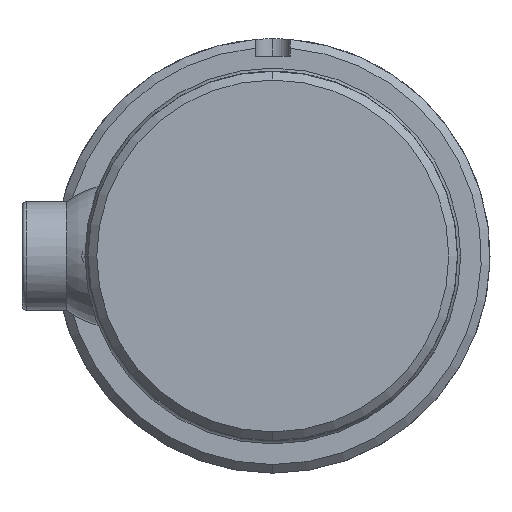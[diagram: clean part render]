
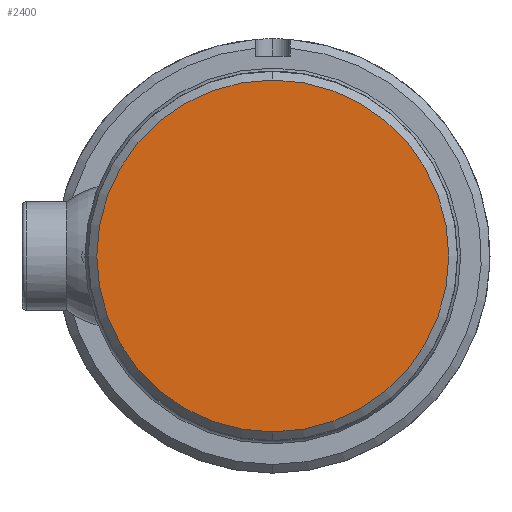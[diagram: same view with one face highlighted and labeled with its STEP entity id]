
A CAD part, left-side view. The second image highlights one B-rep face of the part: STEP entity #2400.
In plain terms, the highlighted planar face has unit normal (-1, 0, 0).
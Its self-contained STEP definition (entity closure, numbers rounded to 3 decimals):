
#158 = PLANE ( 'NONE',  #1633 ) ;
#298 = EDGE_CURVE ( 'NONE', #1793, #2943, #888, .T. ) ;
#407 = CARTESIAN_POINT ( 'NONE',  ( 0., 0., 0. ) ) ;
#661 = DIRECTION ( 'NONE',  ( 0., 0., -1. ) ) ;
#677 = CARTESIAN_POINT ( 'NONE',  ( 0., 0., 0. ) ) ;
#888 = CIRCLE ( 'NONE', #2232, 40.5 ) ;
#970 = EDGE_CURVE ( 'NONE', #2943, #1793, #2709, .T. ) ;
#1579 = CARTESIAN_POINT ( 'NONE',  ( 0., 0., 40.5 ) ) ;
#1633 = AXIS2_PLACEMENT_3D ( 'NONE', #1949, #2210, #661 ) ;
#1688 = DIRECTION ( 'NONE',  ( 0., 0., -1. ) ) ;
#1793 = VERTEX_POINT ( 'NONE', #2013 ) ;
#1948 = DIRECTION ( 'NONE',  ( -1., 0., 0. ) ) ;
#1949 = CARTESIAN_POINT ( 'NONE',  ( 0., 0., 0. ) ) ;
#2013 = CARTESIAN_POINT ( 'NONE',  ( 0., 0., -40.5 ) ) ;
#2210 = DIRECTION ( 'NONE',  ( 1., 0., 0. ) ) ;
#2229 = ORIENTED_EDGE ( 'NONE', *, *, #298, .T. ) ;
#2232 = AXIS2_PLACEMENT_3D ( 'NONE', #677, #2598, #3319 ) ;
#2400 = ADVANCED_FACE ( 'NONE', ( #2427 ), #158, .F. ) ;
#2427 = FACE_OUTER_BOUND ( 'NONE', #2653, .T. ) ;
#2598 = DIRECTION ( 'NONE',  ( -1., 0., 0. ) ) ;
#2653 = EDGE_LOOP ( 'NONE', ( #2229, #2992 ) ) ;
#2709 = CIRCLE ( 'NONE', #3011, 40.5 ) ;
#2943 = VERTEX_POINT ( 'NONE', #1579 ) ;
#2992 = ORIENTED_EDGE ( 'NONE', *, *, #970, .T. ) ;
#3011 = AXIS2_PLACEMENT_3D ( 'NONE', #407, #1948, #1688 ) ;
#3319 = DIRECTION ( 'NONE',  ( 0., 0., -1. ) ) ;
